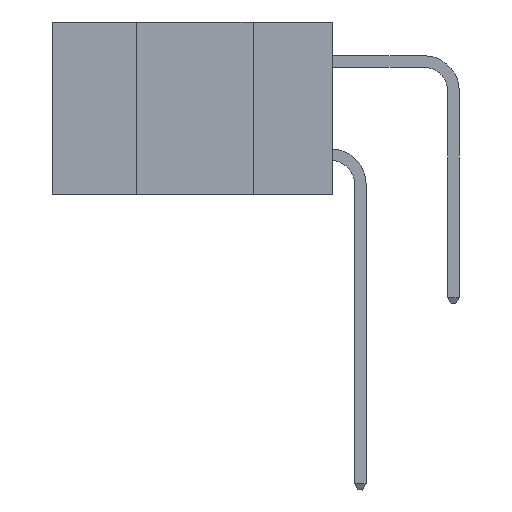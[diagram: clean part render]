
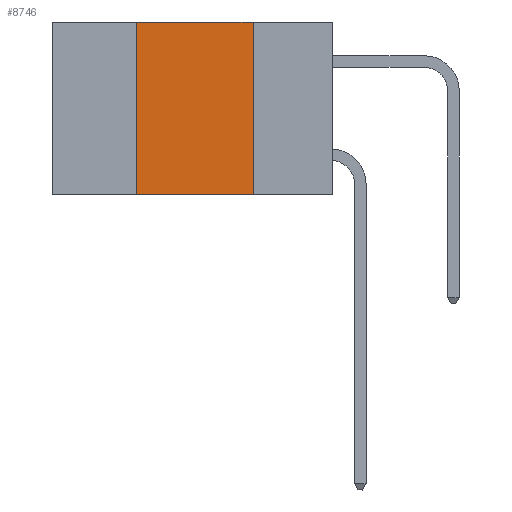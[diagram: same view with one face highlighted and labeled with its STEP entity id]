
A CAD part, left-side view. The second image highlights one B-rep face of the part: STEP entity #8746.
In plain terms, the highlighted planar face has unit normal (-1, 0, 0).
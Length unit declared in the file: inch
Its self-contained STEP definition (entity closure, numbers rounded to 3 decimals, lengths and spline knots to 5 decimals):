
#1953 = ORIENTED_EDGE ( 'NONE', *, *, #13265, .F. ) ;
#2238 = EDGE_CURVE ( 'NONE', #7876, #21380, #9473, .T. ) ;
#3274 = AXIS2_PLACEMENT_3D ( 'NONE', #21878, #6002, #8187 ) ;
#3925 = VECTOR ( 'NONE', #5476, 39.37008 ) ;
#4033 = CARTESIAN_POINT ( 'NONE',  ( 0., 0.17, -0.37 ) ) ;
#4433 = PLANE ( 'NONE',  #3274 ) ;
#4865 = VERTEX_POINT ( 'NONE', #5988 ) ;
#5476 = DIRECTION ( 'NONE',  ( 0., -1., 0. ) ) ;
#5988 = CARTESIAN_POINT ( 'NONE',  ( 0., 0.42, -0.37 ) ) ;
#6002 = DIRECTION ( 'NONE',  ( 1., 0., 0. ) ) ;
#7246 = EDGE_CURVE ( 'NONE', #4865, #7876, #12847, .T. ) ;
#7732 = ORIENTED_EDGE ( 'NONE', *, *, #2238, .F. ) ;
#7876 = VERTEX_POINT ( 'NONE', #24817 ) ;
#8055 = DIRECTION ( 'NONE',  ( 0., 0., -1. ) ) ;
#8187 = DIRECTION ( 'NONE',  ( 0., 0., -1. ) ) ;
#8746 = ADVANCED_FACE ( 'NONE', ( #15428 ), #4433, .F. ) ;
#9473 = LINE ( 'NONE', #23272, #20713 ) ;
#9917 = VECTOR ( 'NONE', #8055, 39.37008 ) ;
#10934 = CARTESIAN_POINT ( 'NONE',  ( 0., 0.17, 0. ) ) ;
#12304 = VECTOR ( 'NONE', #12714, 39.37008 ) ;
#12714 = DIRECTION ( 'NONE',  ( 0., 0., 1. ) ) ;
#12847 = LINE ( 'NONE', #22277, #12304 ) ;
#13265 = EDGE_CURVE ( 'NONE', #21380, #18641, #17476, .T. ) ;
#15122 = CARTESIAN_POINT ( 'NONE',  ( 0., 0.17, -0.37 ) ) ;
#15158 = EDGE_LOOP ( 'NONE', ( #1953, #7732, #18664, #24634 ) ) ;
#15428 = FACE_OUTER_BOUND ( 'NONE', #15158, .T. ) ;
#16824 = CARTESIAN_POINT ( 'NONE',  ( 0., 0.6, -0.37 ) ) ;
#16962 = LINE ( 'NONE', #16824, #3925 ) ;
#17476 = LINE ( 'NONE', #4033, #9917 ) ;
#18641 = VERTEX_POINT ( 'NONE', #15122 ) ;
#18664 = ORIENTED_EDGE ( 'NONE', *, *, #7246, .F. ) ;
#20713 = VECTOR ( 'NONE', #23534, 39.37008 ) ;
#21380 = VERTEX_POINT ( 'NONE', #10934 ) ;
#21878 = CARTESIAN_POINT ( 'NONE',  ( 0., 0.6, 0. ) ) ;
#21983 = EDGE_CURVE ( 'NONE', #4865, #18641, #16962, .T. ) ;
#22277 = CARTESIAN_POINT ( 'NONE',  ( 0., 0.42, -0.37 ) ) ;
#23272 = CARTESIAN_POINT ( 'NONE',  ( 0., 0.6, 0. ) ) ;
#23534 = DIRECTION ( 'NONE',  ( 0., -1., 0. ) ) ;
#24634 = ORIENTED_EDGE ( 'NONE', *, *, #21983, .T. ) ;
#24817 = CARTESIAN_POINT ( 'NONE',  ( 0., 0.42, 0. ) ) ;
